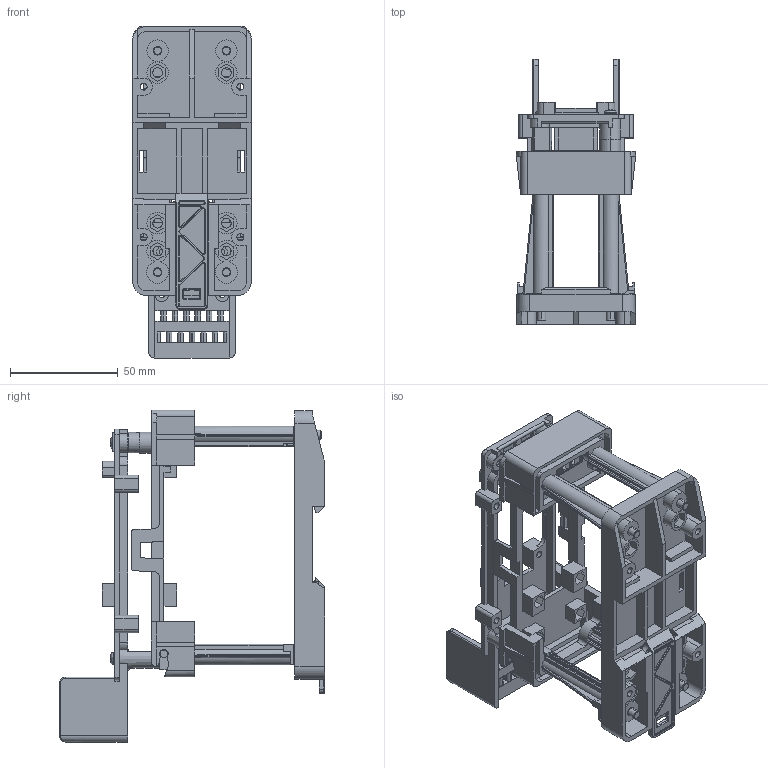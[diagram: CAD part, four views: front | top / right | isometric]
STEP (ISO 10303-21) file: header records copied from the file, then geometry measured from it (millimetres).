
FILE_DESCRIPTION((''),'2;1');
FILE_NAME('CC10B-1','2017-09-26T',('tl.yang'),(''),'PRO/ENGINEER BY PARAMETRIC TECHNOLOGY CORPORATION, 2011500','PRO/ENGINEER BY PARAMETRIC TECHNOLOGY CORPORATION, 2011500','');
FILE_SCHEMA(('CONFIG_CONTROL_DESIGN'));
Products named in the file (1): CC10B-1
Bounding box: 55.4 x 123.3 x 154.4 mm (x, y, z)
Volume: 100626.8 mm3; surface area: 95698.4 mm2
Topology: 1 solids, 6 shells, 2214 faces, 6147 edges, 4006 vertices
Faces by surface type: plane 1574, cylinder 512, torus 65, cone 33, bspline 26, sphere 4
Entity records: 76616 total; most frequent: CARTESIAN_POINT 19135, ORIENTED_EDGE 12286, DIRECTION 11435, EDGE_CURVE 6143, VECTOR 4821, LINE 4821, VERTEX_POINT 4006, AXIS2_PLACEMENT_3D 3307
